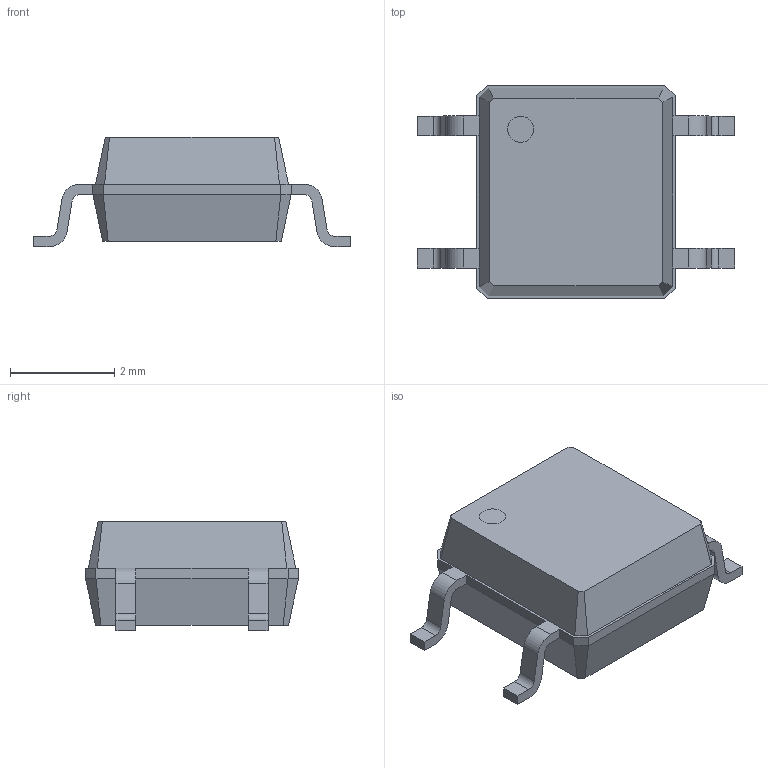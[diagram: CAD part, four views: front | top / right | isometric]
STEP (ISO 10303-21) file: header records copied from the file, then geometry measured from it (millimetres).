
FILE_DESCRIPTION(/* description */ ('model of SOP-4_3.8x4.1mm_P2.54mm'),/* implementation_level */ '2;1');
FILE_NAME(/* name */ 'SOP-4_3.8x4.1mm_P2.54mm.step',/* time_stamp */ '1970-01-01T00:00:00',/* author */ ('KiCAD','kicad'),/* organization */ ('OCCT'),/* preprocessor_version */ '',/* originating_system */ 'KiCAD',/* authorisation */ '');
FILE_SCHEMA(('AUTOMOTIVE_DESIGN { 1 0 10303 214 1 1 1 1 }'));
Length unit declared in the file: millimetre
Products named in the file (1): SOP-4_3.8x4.1mm_P2.54mm
Bounding box: 6.1 x 4.09 x 2.1 mm (x, y, z)
Volume: 28.3 mm3; surface area: 63.8 mm2
Topology: 1 solids, 1 shells, 87 faces, 229 edges, 145 vertices
Faces by surface type: plane 55, bspline 16, cylinder 16
Entity records: 1776 total; most frequent: ORIENTED_EDGE 394, EDGE_CURVE 229, CARTESIAN_POINT 188, VERTEX_POINT 145, LINE 144, AXIS2_PLACEMENT_3D 94, FACE_BOUND 88, EDGE_LOOP 88
